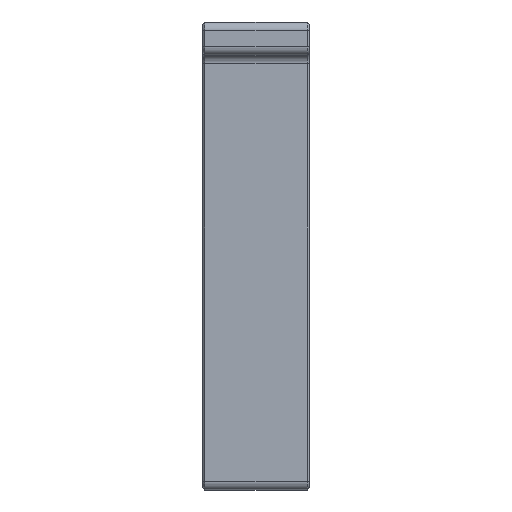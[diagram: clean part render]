
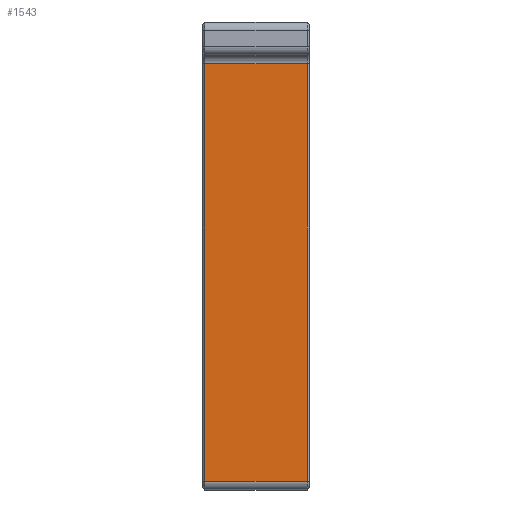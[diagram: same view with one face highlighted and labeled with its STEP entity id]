
A CAD part, front view. The second image highlights one B-rep face of the part: STEP entity #1543.
In plain terms, the highlighted planar face has unit normal (0, -1, 0).
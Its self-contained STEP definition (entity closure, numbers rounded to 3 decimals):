
#743 = VERTEX_POINT('',#744);
#744 = CARTESIAN_POINT('',(0.5,-50.002,-2.03));
#793 = VERTEX_POINT('',#794);
#794 = CARTESIAN_POINT('',(0.5,-50.002,95.97));
#800 = EDGE_CURVE('',#743,#793,#801,.T.);
#801 = LINE('',#802,#803);
#802 = CARTESIAN_POINT('',(0.5,-50.002,-2.03));
#803 = VECTOR('',#804,1.);
#804 = DIRECTION('',(0.,0.,1.));
#1497 = EDGE_CURVE('',#743,#1498,#1500,.T.);
#1498 = VERTEX_POINT('',#1499);
#1499 = CARTESIAN_POINT('',(24.5,-50.002,-2.03));
#1500 = LINE('',#1501,#1502);
#1501 = CARTESIAN_POINT('',(0.,-50.002,-2.03));
#1502 = VECTOR('',#1503,1.);
#1503 = DIRECTION('',(1.,0.,0.));
#1543 = ADVANCED_FACE('',(#1544),#1562,.T.);
#1544 = FACE_BOUND('',#1545,.T.);
#1545 = EDGE_LOOP('',(#1546,#1547,#1555,#1561));
#1546 = ORIENTED_EDGE('',*,*,#1497,.T.);
#1547 = ORIENTED_EDGE('',*,*,#1548,.T.);
#1548 = EDGE_CURVE('',#1498,#1549,#1551,.T.);
#1549 = VERTEX_POINT('',#1550);
#1550 = CARTESIAN_POINT('',(24.5,-50.002,95.97));
#1551 = LINE('',#1552,#1553);
#1552 = CARTESIAN_POINT('',(24.5,-50.002,-2.03));
#1553 = VECTOR('',#1554,1.);
#1554 = DIRECTION('',(0.,0.,1.));
#1555 = ORIENTED_EDGE('',*,*,#1556,.F.);
#1556 = EDGE_CURVE('',#793,#1549,#1557,.T.);
#1557 = LINE('',#1558,#1559);
#1558 = CARTESIAN_POINT('',(0.,-50.002,95.97));
#1559 = VECTOR('',#1560,1.);
#1560 = DIRECTION('',(1.,0.,0.));
#1561 = ORIENTED_EDGE('',*,*,#800,.F.);
#1562 = PLANE('',#1563);
#1563 = AXIS2_PLACEMENT_3D('',#1564,#1565,#1566);
#1564 = CARTESIAN_POINT('',(0.,-50.002,-4.03));
#1565 = DIRECTION('',(0.,-1.,0.));
#1566 = DIRECTION('',(0.,0.,1.));
